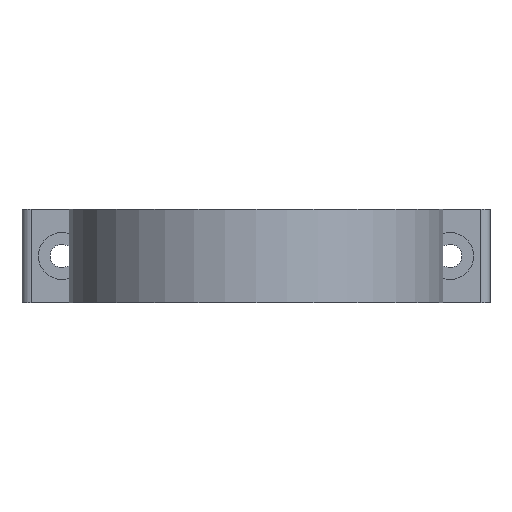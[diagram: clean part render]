
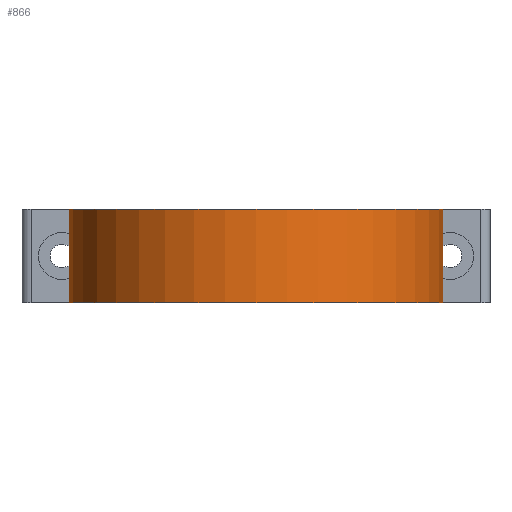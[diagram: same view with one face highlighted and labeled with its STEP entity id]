
A CAD part, front view. The second image highlights one B-rep face of the part: STEP entity #866.
In plain terms, the highlighted cylindrical face has radius 40 mm (diameter 80 mm), a partial arc.
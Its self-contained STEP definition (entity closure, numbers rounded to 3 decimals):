
#80=FACE_OUTER_BOUND('',#130,.T.);
#130=EDGE_LOOP('',(#721,#722,#723,#724));
#183=CIRCLE('',#958,40.);
#197=CIRCLE('',#979,40.);
#252=LINE('',#1483,#322);
#254=LINE('',#1488,#324);
#322=VECTOR('',#1202,10.);
#324=VECTOR('',#1208,10.);
#396=VERTEX_POINT('',#1428);
#397=VERTEX_POINT('',#1430);
#417=VERTEX_POINT('',#1481);
#418=VERTEX_POINT('',#1486);
#502=EDGE_CURVE('',#397,#396,#183,.T.);
#528=EDGE_CURVE('',#417,#396,#252,.T.);
#530=EDGE_CURVE('',#418,#417,#197,.T.);
#531=EDGE_CURVE('',#397,#418,#254,.T.);
#721=ORIENTED_EDGE('',*,*,#528,.F.);
#722=ORIENTED_EDGE('',*,*,#530,.F.);
#723=ORIENTED_EDGE('',*,*,#531,.F.);
#724=ORIENTED_EDGE('',*,*,#502,.T.);
#829=CYLINDRICAL_SURFACE('',#978,40.);
#866=ADVANCED_FACE('',(#80),#829,.T.);
#958=AXIS2_PLACEMENT_3D('',#1431,#1150,#1151);
#978=AXIS2_PLACEMENT_3D('',#1485,#1204,#1205);
#979=AXIS2_PLACEMENT_3D('',#1487,#1206,#1207);
#1150=DIRECTION('center_axis',(0.,0.,-1.));
#1151=DIRECTION('ref_axis',(0.,-1.,0.));
#1202=DIRECTION('',(0.,0.,1.));
#1204=DIRECTION('center_axis',(0.,0.,1.));
#1205=DIRECTION('ref_axis',(0.,-1.,0.));
#1206=DIRECTION('center_axis',(0.,0.,-1.));
#1207=DIRECTION('ref_axis',(0.,-1.,0.));
#1208=DIRECTION('',(0.,0.,-1.));
#1428=CARTESIAN_POINT('',(-28.,-46.434,10.));
#1430=CARTESIAN_POINT('',(28.,-46.434,10.));
#1431=CARTESIAN_POINT('Origin',(0.,-75.,10.));
#1481=CARTESIAN_POINT('',(-28.,-46.434,-10.));
#1483=CARTESIAN_POINT('',(-28.,-46.434,0.));
#1485=CARTESIAN_POINT('Origin',(0.,-75.,0.));
#1486=CARTESIAN_POINT('',(28.,-46.434,-10.));
#1487=CARTESIAN_POINT('Origin',(0.,-75.,-10.));
#1488=CARTESIAN_POINT('',(28.,-46.434,0.));
